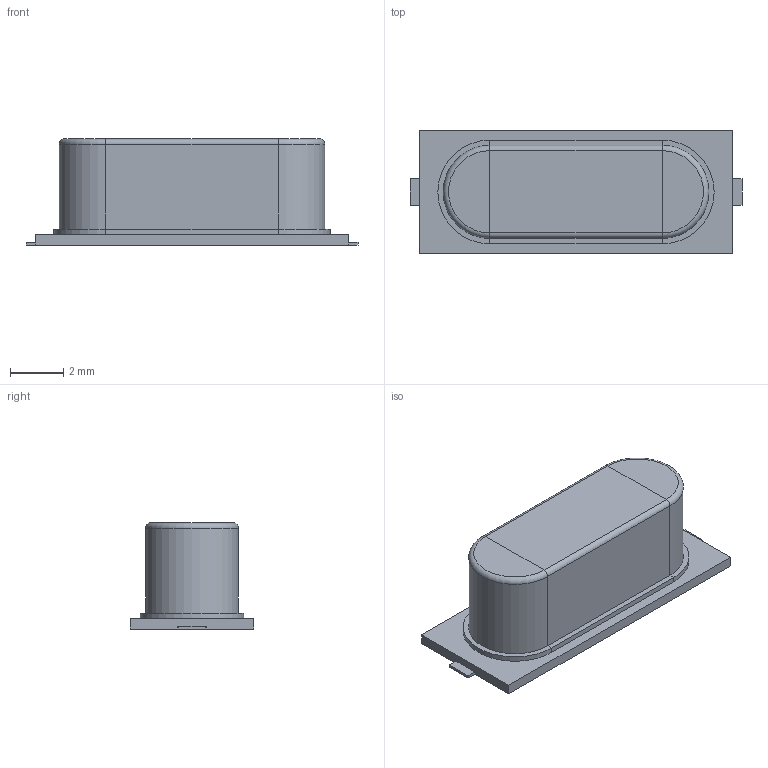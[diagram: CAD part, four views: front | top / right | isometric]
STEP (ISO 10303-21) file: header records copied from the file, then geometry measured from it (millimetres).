
FILE_DESCRIPTION(('FreeCAD Model'),'2;1');
FILE_NAME('Crystal.3dshapes/Crystal_SMD_HC49_SD_cp.step', '2019-04-07T04:00:38',('kicad StepUp'),('ksu MCAD'), 'Open CASCADE STEP processor 7.3','FreeCAD','Unknown');
FILE_SCHEMA(('AUTOMOTIVE_DESIGN { 1 0 10303 214 1 1 1 1 }'));
Length unit declared in the file: millimetre
Products named in the file (1): Crystal_SMD_HC49_SD_cp
Bounding box: 12.5 x 4.65 x 4 mm (x, y, z)
Volume: 139.3 mm3; surface area: 301 mm2
Topology: 4 solids, 4 shells, 48 faces, 104 edges, 64 vertices
Faces by surface type: plane 40, cylinder 6, torus 2
Entity records: 2942 total; most frequent: CARTESIAN_POINT 453, DIRECTION 396, LINE 262, VECTOR 262, ORIENTED_EDGE 208, PCURVE 208, DEFINITIONAL_REPRESENTATION 208, EDGE_CURVE 104
